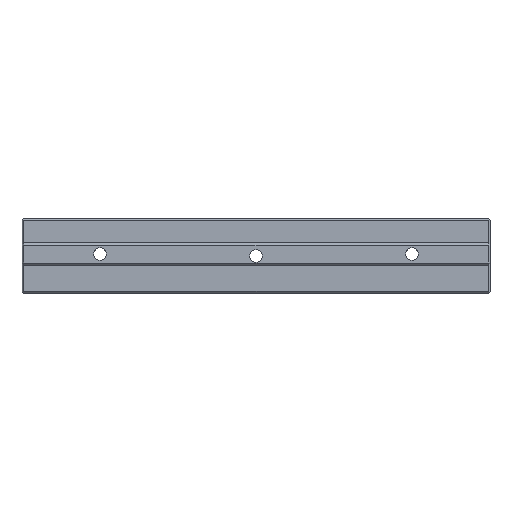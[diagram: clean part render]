
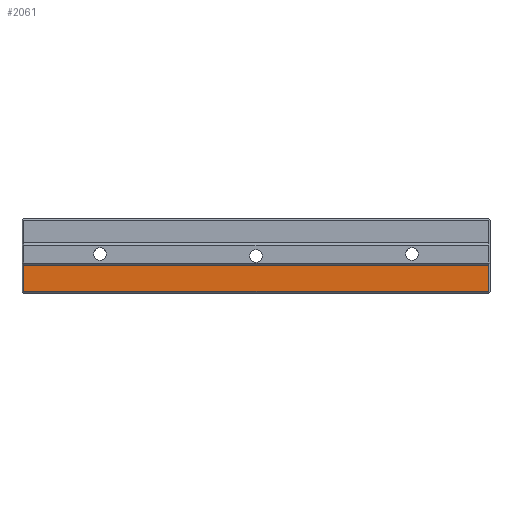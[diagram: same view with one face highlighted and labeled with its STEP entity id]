
A CAD part, front view. The second image highlights one B-rep face of the part: STEP entity #2061.
In plain terms, the highlighted planar face has unit normal (0, -1, 0).
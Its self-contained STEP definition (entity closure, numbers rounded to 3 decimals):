
#294 = PLANE('',#295);
#295 = AXIS2_PLACEMENT_3D('',#296,#297,#298);
#296 = CARTESIAN_POINT('',(0.2,-12.55,-2.4));
#297 = DIRECTION('',(0.707,0.707,0.));
#298 = DIRECTION('',(0.,0.,1.));
#400 = PLANE('',#401);
#401 = AXIS2_PLACEMENT_3D('',#402,#403,#404);
#402 = CARTESIAN_POINT('',(0.,-12.55,-9.3));
#403 = DIRECTION('',(0.,0.707,0.707));
#404 = DIRECTION('',(-1.,-0.,0.));
#548 = VERTEX_POINT('',#549);
#549 = CARTESIAN_POINT('',(0.4,-12.75,-9.1));
#570 = EDGE_CURVE('',#571,#548,#573,.T.);
#571 = VERTEX_POINT('',#572);
#572 = CARTESIAN_POINT('',(0.4,-12.75,-2.4));
#573 = SURFACE_CURVE('',#574,(#578,#585),.PCURVE_S1.);
#574 = LINE('',#575,#576);
#575 = CARTESIAN_POINT('',(0.4,-12.75,-2.4));
#576 = VECTOR('',#577,1.);
#577 = DIRECTION('',(0.,-0.,-1.));
#578 = PCURVE('',#294,#579);
#579 = DEFINITIONAL_REPRESENTATION('',(#580),#584);
#580 = LINE('',#581,#582);
#581 = CARTESIAN_POINT('',(-0.,0.283));
#582 = VECTOR('',#583,1.);
#583 = DIRECTION('',(-1.,0.));
#584 = ( GEOMETRIC_REPRESENTATION_CONTEXT(2) 
PARAMETRIC_REPRESENTATION_CONTEXT() REPRESENTATION_CONTEXT('2D SPACE',''
  ) );
#585 = PCURVE('',#586,#591);
#586 = PLANE('',#587);
#587 = AXIS2_PLACEMENT_3D('',#588,#589,#590);
#588 = CARTESIAN_POINT('',(60.,-12.75,-5.95));
#589 = DIRECTION('',(-0.,-1.,-0.));
#590 = DIRECTION('',(0.,0.,-1.));
#591 = DEFINITIONAL_REPRESENTATION('',(#592),#596);
#592 = LINE('',#593,#594);
#593 = CARTESIAN_POINT('',(-3.55,-59.6));
#594 = VECTOR('',#595,1.);
#595 = DIRECTION('',(1.,0.));
#596 = ( GEOMETRIC_REPRESENTATION_CONTEXT(2) 
PARAMETRIC_REPRESENTATION_CONTEXT() REPRESENTATION_CONTEXT('2D SPACE',''
  ) );
#767 = PLANE('',#768);
#768 = AXIS2_PLACEMENT_3D('',#769,#770,#771);
#769 = CARTESIAN_POINT('',(0.,-8.25,-2.4));
#770 = DIRECTION('',(0.,0.,1.));
#771 = DIRECTION('',(1.,0.,-0.));
#1585 = VERTEX_POINT('',#1586);
#1586 = CARTESIAN_POINT('',(119.6,-12.75,-9.1));
#1600 = PLANE('',#1601);
#1601 = AXIS2_PLACEMENT_3D('',#1602,#1603,#1604);
#1602 = CARTESIAN_POINT('',(119.8,-12.55,-9.1));
#1603 = DIRECTION('',(0.707,-0.707,0.
    ));
#1604 = DIRECTION('',(0.,0.,-1.));
#1612 = EDGE_CURVE('',#548,#1585,#1613,.T.);
#1613 = SURFACE_CURVE('',#1614,(#1618,#1625),.PCURVE_S1.);
#1614 = LINE('',#1615,#1616);
#1615 = CARTESIAN_POINT('',(0.,-12.75,-9.1));
#1616 = VECTOR('',#1617,1.);
#1617 = DIRECTION('',(1.,0.,0.));
#1618 = PCURVE('',#400,#1619);
#1619 = DEFINITIONAL_REPRESENTATION('',(#1620),#1624);
#1620 = LINE('',#1621,#1622);
#1621 = CARTESIAN_POINT('',(-0.,0.283));
#1622 = VECTOR('',#1623,1.);
#1623 = DIRECTION('',(-1.,0.));
#1624 = ( GEOMETRIC_REPRESENTATION_CONTEXT(2) 
PARAMETRIC_REPRESENTATION_CONTEXT() REPRESENTATION_CONTEXT('2D SPACE',''
  ) );
#1625 = PCURVE('',#586,#1626);
#1626 = DEFINITIONAL_REPRESENTATION('',(#1627),#1631);
#1627 = LINE('',#1628,#1629);
#1628 = CARTESIAN_POINT('',(3.15,-60.));
#1629 = VECTOR('',#1630,1.);
#1630 = DIRECTION('',(0.,1.));
#1631 = ( GEOMETRIC_REPRESENTATION_CONTEXT(2) 
PARAMETRIC_REPRESENTATION_CONTEXT() REPRESENTATION_CONTEXT('2D SPACE',''
  ) );
#2061 = ADVANCED_FACE('',(#2062),#586,.T.);
#2062 = FACE_BOUND('',#2063,.T.);
#2063 = EDGE_LOOP('',(#2064,#2065,#2088,#2109));
#2064 = ORIENTED_EDGE('',*,*,#1612,.T.);
#2065 = ORIENTED_EDGE('',*,*,#2066,.T.);
#2066 = EDGE_CURVE('',#1585,#2067,#2069,.T.);
#2067 = VERTEX_POINT('',#2068);
#2068 = CARTESIAN_POINT('',(119.6,-12.75,-2.4));
#2069 = SURFACE_CURVE('',#2070,(#2074,#2081),.PCURVE_S1.);
#2070 = LINE('',#2071,#2072);
#2071 = CARTESIAN_POINT('',(119.6,-12.75,-9.1));
#2072 = VECTOR('',#2073,1.);
#2073 = DIRECTION('',(0.,0.,1.));
#2074 = PCURVE('',#586,#2075);
#2075 = DEFINITIONAL_REPRESENTATION('',(#2076),#2080);
#2076 = LINE('',#2077,#2078);
#2077 = CARTESIAN_POINT('',(3.15,59.6));
#2078 = VECTOR('',#2079,1.);
#2079 = DIRECTION('',(-1.,0.));
#2080 = ( GEOMETRIC_REPRESENTATION_CONTEXT(2) 
PARAMETRIC_REPRESENTATION_CONTEXT() REPRESENTATION_CONTEXT('2D SPACE',''
  ) );
#2081 = PCURVE('',#1600,#2082);
#2082 = DEFINITIONAL_REPRESENTATION('',(#2083),#2087);
#2083 = LINE('',#2084,#2085);
#2084 = CARTESIAN_POINT('',(-0.,-0.283));
#2085 = VECTOR('',#2086,1.);
#2086 = DIRECTION('',(-1.,0.));
#2087 = ( GEOMETRIC_REPRESENTATION_CONTEXT(2) 
PARAMETRIC_REPRESENTATION_CONTEXT() REPRESENTATION_CONTEXT('2D SPACE',''
  ) );
#2088 = ORIENTED_EDGE('',*,*,#2089,.T.);
#2089 = EDGE_CURVE('',#2067,#571,#2090,.T.);
#2090 = SURFACE_CURVE('',#2091,(#2095,#2102),.PCURVE_S1.);
#2091 = LINE('',#2092,#2093);
#2092 = CARTESIAN_POINT('',(120.,-12.75,-2.4));
#2093 = VECTOR('',#2094,1.);
#2094 = DIRECTION('',(-1.,0.,0.));
#2095 = PCURVE('',#586,#2096);
#2096 = DEFINITIONAL_REPRESENTATION('',(#2097),#2101);
#2097 = LINE('',#2098,#2099);
#2098 = CARTESIAN_POINT('',(-3.55,60.));
#2099 = VECTOR('',#2100,1.);
#2100 = DIRECTION('',(0.,-1.));
#2101 = ( GEOMETRIC_REPRESENTATION_CONTEXT(2) 
PARAMETRIC_REPRESENTATION_CONTEXT() REPRESENTATION_CONTEXT('2D SPACE',''
  ) );
#2102 = PCURVE('',#767,#2103);
#2103 = DEFINITIONAL_REPRESENTATION('',(#2104),#2108);
#2104 = LINE('',#2105,#2106);
#2105 = CARTESIAN_POINT('',(120.,-4.5));
#2106 = VECTOR('',#2107,1.);
#2107 = DIRECTION('',(-1.,0.));
#2108 = ( GEOMETRIC_REPRESENTATION_CONTEXT(2) 
PARAMETRIC_REPRESENTATION_CONTEXT() REPRESENTATION_CONTEXT('2D SPACE',''
  ) );
#2109 = ORIENTED_EDGE('',*,*,#570,.T.);
